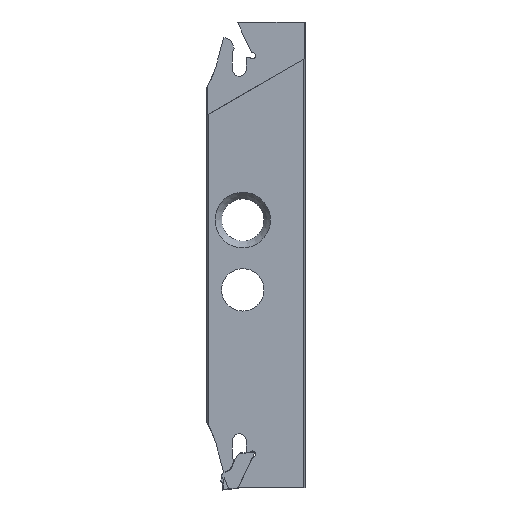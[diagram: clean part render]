
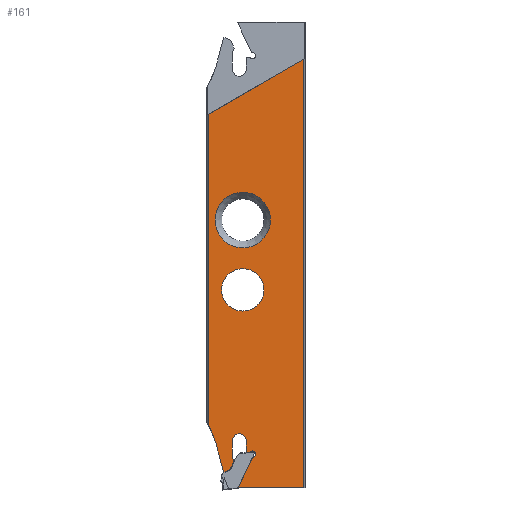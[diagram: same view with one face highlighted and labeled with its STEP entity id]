
A CAD part, left-side view. The second image highlights one B-rep face of the part: STEP entity #161.
In plain terms, the highlighted planar face has unit normal (-1, 0, 0).
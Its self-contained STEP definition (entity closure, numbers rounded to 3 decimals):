
#112=FACE_BOUND('',#380,.T.);
#113=FACE_BOUND('',#381,.T.);
#114=FACE_BOUND('',#382,.T.);
#115=CIRCLE('',#1638,7.14);
#117=CIRCLE('',#1642,5.46);
#131=CIRCLE('',#1665,0.4);
#132=CIRCLE('',#1666,1.78);
#133=CIRCLE('',#1667,0.2);
#134=CIRCLE('',#1668,0.8);
#135=CIRCLE('',#1669,20.);
#136=CIRCLE('',#1670,1.97);
#161=ADVANCED_FACE('',(#112,#113,#114),#242,.T.);
#242=PLANE('',#1671);
#380=EDGE_LOOP('',(#525,#526,#527,#528,#529,#530,#531,#532,#533,#534,#535,
#536,#537,#538,#539,#540,#541,#542,#543,#544));
#381=EDGE_LOOP('',(#545));
#382=EDGE_LOOP('',(#546));
#525=ORIENTED_EDGE('',*,*,#1128,.F.);
#526=ORIENTED_EDGE('',*,*,#1129,.T.);
#527=ORIENTED_EDGE('',*,*,#1130,.T.);
#528=ORIENTED_EDGE('',*,*,#1131,.T.);
#529=ORIENTED_EDGE('',*,*,#1132,.T.);
#530=ORIENTED_EDGE('',*,*,#1133,.T.);
#531=ORIENTED_EDGE('',*,*,#1134,.T.);
#532=ORIENTED_EDGE('',*,*,#1135,.T.);
#533=ORIENTED_EDGE('',*,*,#1136,.T.);
#534=ORIENTED_EDGE('',*,*,#1137,.F.);
#535=ORIENTED_EDGE('',*,*,#1138,.T.);
#536=ORIENTED_EDGE('',*,*,#1139,.T.);
#537=ORIENTED_EDGE('',*,*,#1074,.F.);
#538=ORIENTED_EDGE('',*,*,#1140,.F.);
#539=ORIENTED_EDGE('',*,*,#1141,.F.);
#540=ORIENTED_EDGE('',*,*,#1085,.T.);
#541=ORIENTED_EDGE('',*,*,#1142,.T.);
#542=ORIENTED_EDGE('',*,*,#1143,.T.);
#543=ORIENTED_EDGE('',*,*,#1144,.T.);
#544=ORIENTED_EDGE('',*,*,#1145,.T.);
#545=ORIENTED_EDGE('',*,*,#1072,.F.);
#546=ORIENTED_EDGE('',*,*,#1079,.F.);
#920=VERTEX_POINT('',#2218);
#922=VERTEX_POINT('',#2223);
#923=VERTEX_POINT('',#2224);
#927=VERTEX_POINT('',#2234);
#933=VERTEX_POINT('',#2246);
#934=VERTEX_POINT('',#2248);
#971=VERTEX_POINT('',#2332);
#972=VERTEX_POINT('',#2333);
#973=VERTEX_POINT('',#2335);
#974=VERTEX_POINT('',#2337);
#975=VERTEX_POINT('',#2339);
#976=VERTEX_POINT('',#2341);
#977=VERTEX_POINT('',#2343);
#978=VERTEX_POINT('',#2345);
#979=VERTEX_POINT('',#2347);
#980=VERTEX_POINT('',#2349);
#981=VERTEX_POINT('',#2351);
#982=VERTEX_POINT('',#2353);
#983=VERTEX_POINT('',#2356);
#984=VERTEX_POINT('',#2359);
#985=VERTEX_POINT('',#2361);
#986=VERTEX_POINT('',#2363);
#1072=EDGE_CURVE('',#920,#920,#115,.T.);
#1074=EDGE_CURVE('',#922,#923,#1301,.T.);
#1079=EDGE_CURVE('',#927,#927,#117,.T.);
#1085=EDGE_CURVE('',#934,#933,#1308,.T.);
#1128=EDGE_CURVE('',#971,#972,#1337,.T.);
#1129=EDGE_CURVE('',#971,#973,#1338,.T.);
#1130=EDGE_CURVE('',#973,#974,#131,.T.);
#1131=EDGE_CURVE('',#974,#975,#1339,.T.);
#1132=EDGE_CURVE('',#975,#976,#132,.T.);
#1133=EDGE_CURVE('',#976,#977,#1340,.T.);
#1134=EDGE_CURVE('',#977,#978,#133,.T.);
#1135=EDGE_CURVE('',#978,#979,#1341,.T.);
#1136=EDGE_CURVE('',#979,#980,#134,.T.);
#1137=EDGE_CURVE('',#981,#980,#1342,.T.);
#1138=EDGE_CURVE('',#981,#982,#1343,.T.);
#1139=EDGE_CURVE('',#982,#923,#1344,.T.);
#1140=EDGE_CURVE('',#983,#922,#1345,.T.);
#1141=EDGE_CURVE('',#934,#983,#1346,.T.);
#1142=EDGE_CURVE('',#933,#984,#135,.T.);
#1143=EDGE_CURVE('',#984,#985,#1347,.T.);
#1144=EDGE_CURVE('',#985,#986,#1348,.T.);
#1145=EDGE_CURVE('',#986,#972,#136,.T.);
#1301=LINE('',#2222,#1468);
#1308=LINE('',#2247,#1475);
#1337=LINE('',#2331,#1504);
#1338=LINE('',#2334,#1505);
#1339=LINE('',#2338,#1506);
#1340=LINE('',#2342,#1507);
#1341=LINE('',#2346,#1508);
#1342=LINE('',#2350,#1509);
#1343=LINE('',#2352,#1510);
#1344=LINE('',#2354,#1511);
#1345=LINE('',#2355,#1512);
#1346=LINE('',#2357,#1513);
#1347=LINE('',#2360,#1514);
#1348=LINE('',#2362,#1515);
#1468=VECTOR('',#1783,1.);
#1475=VECTOR('',#1802,1.);
#1504=VECTOR('',#1867,1.);
#1505=VECTOR('',#1868,1.);
#1506=VECTOR('',#1871,1.);
#1507=VECTOR('',#1874,1.);
#1508=VECTOR('',#1877,1.);
#1509=VECTOR('',#1880,1.);
#1510=VECTOR('',#1881,1.);
#1511=VECTOR('',#1882,1.);
#1512=VECTOR('',#1883,1.);
#1513=VECTOR('',#1884,1.);
#1514=VECTOR('',#1887,1.);
#1515=VECTOR('',#1888,1.);
#1638=AXIS2_PLACEMENT_3D('',#2217,#1777,#1778);
#1642=AXIS2_PLACEMENT_3D('',#2233,#1790,#1791);
#1665=AXIS2_PLACEMENT_3D('',#2336,#1869,#1870);
#1666=AXIS2_PLACEMENT_3D('',#2340,#1872,#1873);
#1667=AXIS2_PLACEMENT_3D('',#2344,#1875,#1876);
#1668=AXIS2_PLACEMENT_3D('',#2348,#1878,#1879);
#1669=AXIS2_PLACEMENT_3D('',#2358,#1885,#1886);
#1670=AXIS2_PLACEMENT_3D('',#2364,#1889,#1890);
#1671=AXIS2_PLACEMENT_3D('',#2365,#1891,#1892);
#1777=DIRECTION('',(-1.,0.,0.));
#1778=DIRECTION('',(0.,-1.,0.));
#1783=DIRECTION('',(0.,1.,0.));
#1790=DIRECTION('',(-1.,0.,0.));
#1791=DIRECTION('',(0.,-1.,0.));
#1802=DIRECTION('',(0.,0.,-1.));
#1867=DIRECTION('',(0.,0.407,-0.914));
#1868=DIRECTION('',(0.,0.407,0.914));
#1869=DIRECTION('',(1.,0.,0.));
#1870=DIRECTION('',(0.,-1.,0.));
#1871=DIRECTION('',(0.,0.,1.));
#1872=DIRECTION('',(1.,0.,0.));
#1873=DIRECTION('',(0.,-1.,0.));
#1874=DIRECTION('',(0.,0.,-1.));
#1875=DIRECTION('',(-1.,0.,0.));
#1876=DIRECTION('',(0.,-1.,0.));
#1877=DIRECTION('',(0.,-0.995,0.105));
#1878=DIRECTION('',(1.,0.,0.));
#1879=DIRECTION('',(0.,-1.,0.));
#1880=DIRECTION('',(0.,-1.,0.));
#1881=DIRECTION('',(0.,0.423,-0.906));
#1882=DIRECTION('',(0.,-0.707,-0.707));
#1883=DIRECTION('',(0.,0.,-1.));
#1884=DIRECTION('',(0.,-0.866,0.5));
#1885=DIRECTION('',(1.,0.,0.));
#1886=DIRECTION('',(0.,-1.,0.));
#1887=DIRECTION('',(0.,-0.259,-0.966));
#1888=DIRECTION('',(0.,-0.934,0.358));
#1889=DIRECTION('',(-1.,0.,0.));
#1890=DIRECTION('',(0.,-1.,0.));
#1891=DIRECTION('',(-1.,0.,0.));
#1892=DIRECTION('',(0.,1.,0.));
#2217=CARTESIAN_POINT('',(-1.2,-9.222,9.));
#2218=CARTESIAN_POINT('',(-1.2,-16.362,9.));
#2222=CARTESIAN_POINT('',(-1.2,-24.938,-60.));
#2223=CARTESIAN_POINT('',(-1.2,-24.938,-60.));
#2224=CARTESIAN_POINT('',(-1.2,-8.102,-60.));
#2233=CARTESIAN_POINT('',(-1.2,-9.222,-9.));
#2234=CARTESIAN_POINT('',(-1.2,-14.681,-9.));
#2246=CARTESIAN_POINT('',(-1.2,-0.322,-43.781));
#2247=CARTESIAN_POINT('',(-1.2,-0.322,60.));
#2248=CARTESIAN_POINT('',(-1.2,-0.322,36.186));
#2331=CARTESIAN_POINT('',(-1.2,-52.06,47.925));
#2332=CARTESIAN_POINT('',(-1.2,-7.01,-53.26));
#2333=CARTESIAN_POINT('',(-1.2,-6.386,-54.661));
#2334=CARTESIAN_POINT('',(-1.2,32.109,34.601));
#2335=CARTESIAN_POINT('',(-1.2,-6.592,-52.321));
#2336=CARTESIAN_POINT('',(-1.2,-6.957,-52.158));
#2337=CARTESIAN_POINT('',(-1.2,-6.557,-52.158));
#2338=CARTESIAN_POINT('',(-1.2,-6.557,60.));
#2339=CARTESIAN_POINT('',(-1.2,-6.557,-47.8));
#2340=CARTESIAN_POINT('',(-1.2,-8.337,-47.8));
#2341=CARTESIAN_POINT('',(-1.2,-10.117,-47.8));
#2342=CARTESIAN_POINT('',(-1.2,-10.117,60.));
#2343=CARTESIAN_POINT('',(-1.2,-10.117,-50.628));
#2344=CARTESIAN_POINT('',(-1.2,-10.317,-50.628));
#2345=CARTESIAN_POINT('',(-1.2,-10.338,-50.827));
#2346=CARTESIAN_POINT('',(-1.2,-36.3,-48.098));
#2347=CARTESIAN_POINT('',(-1.2,-11.154,-50.741));
#2348=CARTESIAN_POINT('',(-1.2,-11.743,-51.283));
#2349=CARTESIAN_POINT('',(-1.2,-11.743,-52.083));
#2350=CARTESIAN_POINT('',(-1.2,-24.938,-52.083));
#2351=CARTESIAN_POINT('',(-1.2,-11.699,-52.083));
#2352=CARTESIAN_POINT('',(-1.2,-56.994,45.052));
#2353=CARTESIAN_POINT('',(-1.2,-8.037,-59.935));
#2354=CARTESIAN_POINT('',(-1.2,43.48,-8.418));
#2355=CARTESIAN_POINT('',(-1.2,-24.938,60.));
#2356=CARTESIAN_POINT('',(-1.2,-24.938,50.398));
#2357=CARTESIAN_POINT('',(-1.2,0.,36.));
#2358=CARTESIAN_POINT('',(-1.2,16.988,-53.8));
#2359=CARTESIAN_POINT('',(-1.2,-2.331,-48.624));
#2360=CARTESIAN_POINT('',(-1.2,23.311,47.072));
#2361=CARTESIAN_POINT('',(-1.2,-4.326,-56.07));
#2362=CARTESIAN_POINT('',(-1.2,-5.292,-55.699));
#2363=CARTESIAN_POINT('',(-1.2,-5.292,-55.699));
#2364=CARTESIAN_POINT('',(-1.2,-4.586,-53.86));
#2365=CARTESIAN_POINT('',(-1.2,-24.938,60.));
